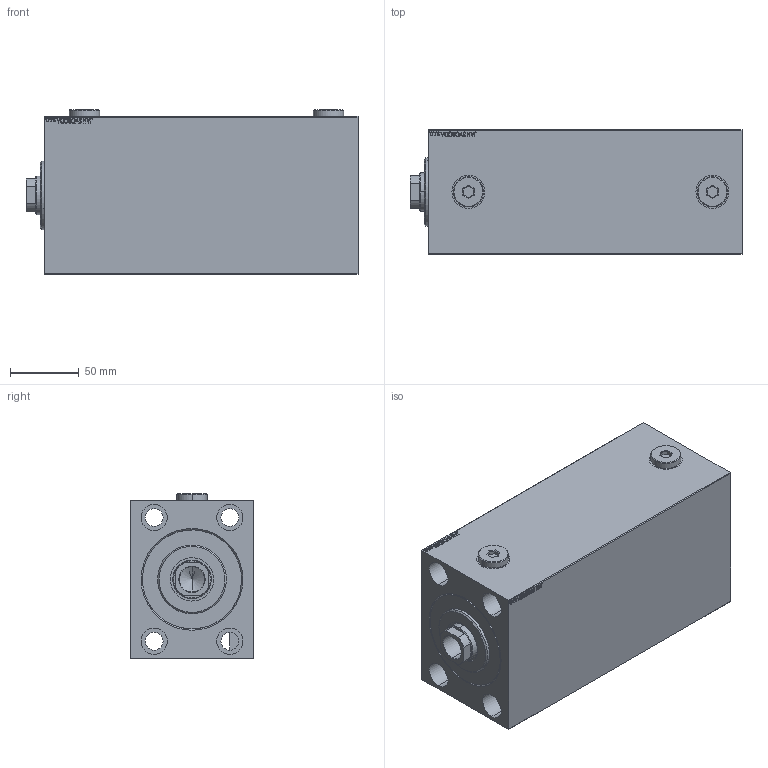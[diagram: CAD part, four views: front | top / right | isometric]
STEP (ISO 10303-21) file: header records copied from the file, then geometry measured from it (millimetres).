
FILE_DESCRIPTION (( 'STEP AP203' ), '1' );
FILE_NAME ('3f23.STEP', '2024-02-12T21:50:08', ( '' ), ( '' ), 'SwSTEP 2.0', 'SolidWorks 2019', '' );
FILE_SCHEMA (( 'CONFIG_CONTROL_DESIGN' ));
Length unit declared in the file: millimetre
Products named in the file (5): V450CM_C_Body 0172f45da8f71a48c45281926666fa83; V450CM_C_VCP 0172f45da8f71a48c45281926666fa83; Zatka_OIL_PORT 0172f45da8f71a48c45281926666fa83; V450CM_VC_B 0172f45da8f71a48c45281926666fa83; 3f23
Assembly tree (5 placements, depth 2):
  3f23
    V450CM_C_Body 0172f45da8f71a48c45281926666fa83
    V450CM_C_VCP 0172f45da8f71a48c45281926666fa83
    V450CM_VC_B 0172f45da8f71a48c45281926666fa83
    Zatka_OIL_PORT 0172f45da8f71a48c45281926666fa83  x2
Bounding box: 241.5 x 90 x 119.9 mm (x, y, z)
Volume: 295081.9 mm3; surface area: 243494.9 mm2
Topology: 4 solids, 5 shells, 917 faces, 2334 edges, 1541 vertices
Faces by surface type: plane 443, bspline 380, cylinder 76, cone 18
Entity records: 45349 total; most frequent: CARTESIAN_POINT 25473, ORIENTED_EDGE 4584, DIRECTION 2734, EDGE_CURVE 2292, VERTEX_POINT 1517, VECTOR 1354, LINE 1354, EDGE_LOOP 1035
